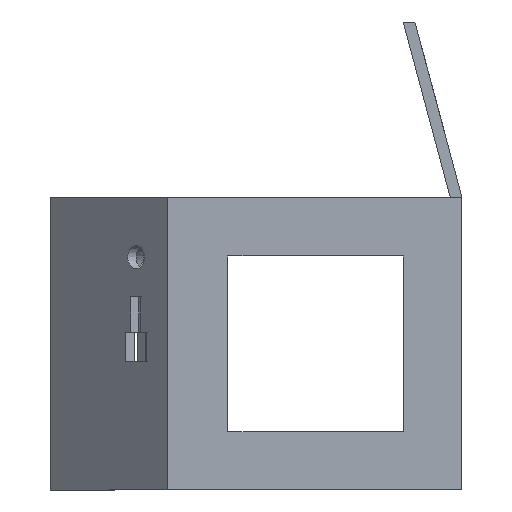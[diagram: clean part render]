
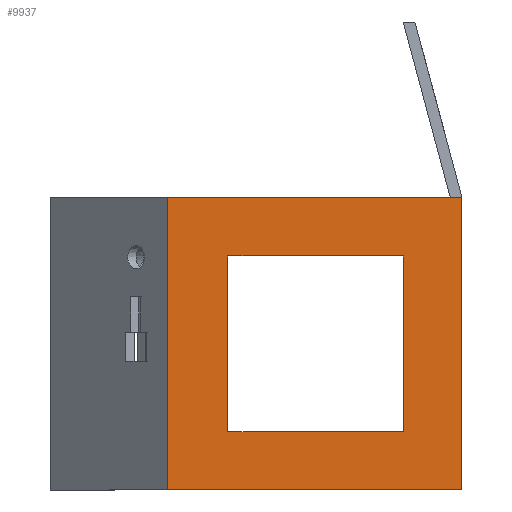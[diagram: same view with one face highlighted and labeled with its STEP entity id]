
A CAD part, left-side view. The second image highlights one B-rep face of the part: STEP entity #9937.
In plain terms, the highlighted planar face has unit normal (-1, 0, 0).
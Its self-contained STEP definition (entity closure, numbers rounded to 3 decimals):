
#9937 = ADVANCED_FACE('',(#9938,#10009),#9952,.T.);
#9938 = FACE_BOUND('',#9939,.T.);
#9939 = EDGE_LOOP('',(#9940,#9963,#9979,#9995));
#9940 = ORIENTED_EDGE('',*,*,#9941,.T.);
#9941 = EDGE_CURVE('',#9942,#9944,#9946,.T.);
#9942 = VERTEX_POINT('',#9943);
#9943 = CARTESIAN_POINT('',(-5.,2.521,
    0.));
#9944 = VERTEX_POINT('',#9945);
#9945 = CARTESIAN_POINT('',(-5.,-2.521,
    0.));
#9946 = SURFACE_CURVE('',#9947,(#9951),.PCURVE_S1.);
#9947 = LINE('',#9948,#9949);
#9948 = CARTESIAN_POINT('',(-5.,2.521,
    0.));
#9949 = VECTOR('',#9950,1.);
#9950 = DIRECTION('',(0.,-1.,0.));
#9951 = PCURVE('',#9952,#9957);
#9952 = PLANE('',#9953);
#9953 = AXIS2_PLACEMENT_3D('',#9954,#9955,#9956);
#9954 = CARTESIAN_POINT('',(-5.,0.,
    2.5));
#9955 = DIRECTION('',(-1.,0.,0.));
#9956 = DIRECTION('',(0.,1.,0.));
#9957 = DEFINITIONAL_REPRESENTATION('',(#9958),#9962);
#9958 = LINE('',#9959,#9960);
#9959 = CARTESIAN_POINT('',(2.521,2.5));
#9960 = VECTOR('',#9961,1.);
#9961 = DIRECTION('',(-1.,0.));
#9962 = ( GEOMETRIC_REPRESENTATION_CONTEXT(2) 
PARAMETRIC_REPRESENTATION_CONTEXT() REPRESENTATION_CONTEXT('2D SPACE',''
  ) );
#9963 = ORIENTED_EDGE('',*,*,#9964,.T.);
#9964 = EDGE_CURVE('',#9944,#9965,#9967,.T.);
#9965 = VERTEX_POINT('',#9966);
#9966 = CARTESIAN_POINT('',(-5.,-2.521,5.));
#9967 = SURFACE_CURVE('',#9968,(#9972),.PCURVE_S1.);
#9968 = LINE('',#9969,#9970);
#9969 = CARTESIAN_POINT('',(-5.,-2.521,
    0.));
#9970 = VECTOR('',#9971,1.);
#9971 = DIRECTION('',(0.,0.,1.));
#9972 = PCURVE('',#9952,#9973);
#9973 = DEFINITIONAL_REPRESENTATION('',(#9974),#9978);
#9974 = LINE('',#9975,#9976);
#9975 = CARTESIAN_POINT('',(-2.521,2.5));
#9976 = VECTOR('',#9977,1.);
#9977 = DIRECTION('',(0.,-1.));
#9978 = ( GEOMETRIC_REPRESENTATION_CONTEXT(2) 
PARAMETRIC_REPRESENTATION_CONTEXT() REPRESENTATION_CONTEXT('2D SPACE',''
  ) );
#9979 = ORIENTED_EDGE('',*,*,#9980,.T.);
#9980 = EDGE_CURVE('',#9965,#9981,#9983,.T.);
#9981 = VERTEX_POINT('',#9982);
#9982 = CARTESIAN_POINT('',(-5.,2.521,5.));
#9983 = SURFACE_CURVE('',#9984,(#9988),.PCURVE_S1.);
#9984 = LINE('',#9985,#9986);
#9985 = CARTESIAN_POINT('',(-5.,-2.521,5.));
#9986 = VECTOR('',#9987,1.);
#9987 = DIRECTION('',(0.,1.,0.));
#9988 = PCURVE('',#9952,#9989);
#9989 = DEFINITIONAL_REPRESENTATION('',(#9990),#9994);
#9990 = LINE('',#9991,#9992);
#9991 = CARTESIAN_POINT('',(-2.521,-2.5));
#9992 = VECTOR('',#9993,1.);
#9993 = DIRECTION('',(1.,0.));
#9994 = ( GEOMETRIC_REPRESENTATION_CONTEXT(2) 
PARAMETRIC_REPRESENTATION_CONTEXT() REPRESENTATION_CONTEXT('2D SPACE',''
  ) );
#9995 = ORIENTED_EDGE('',*,*,#9996,.T.);
#9996 = EDGE_CURVE('',#9981,#9942,#9997,.T.);
#9997 = SURFACE_CURVE('',#9998,(#10002),.PCURVE_S1.);
#9998 = LINE('',#9999,#10000);
#9999 = CARTESIAN_POINT('',(-5.,2.521,5.));
#10000 = VECTOR('',#10001,1.);
#10001 = DIRECTION('',(0.,0.,-1.));
#10002 = PCURVE('',#9952,#10003);
#10003 = DEFINITIONAL_REPRESENTATION('',(#10004),#10008);
#10004 = LINE('',#10005,#10006);
#10005 = CARTESIAN_POINT('',(2.521,-2.5));
#10006 = VECTOR('',#10007,1.);
#10007 = DIRECTION('',(0.,1.));
#10008 = ( GEOMETRIC_REPRESENTATION_CONTEXT(2) 
PARAMETRIC_REPRESENTATION_CONTEXT() REPRESENTATION_CONTEXT('2D SPACE',''
  ) );
#10009 = FACE_BOUND('',#10010,.T.);
#10010 = EDGE_LOOP('',(#10011,#10029,#10045,#10061));
#10011 = ORIENTED_EDGE('',*,*,#10012,.T.);
#10012 = EDGE_CURVE('',#10013,#10015,#10017,.T.);
#10013 = VERTEX_POINT('',#10014);
#10014 = CARTESIAN_POINT('',(-5.,-1.521,1.));
#10015 = VERTEX_POINT('',#10016);
#10016 = CARTESIAN_POINT('',(-5.,1.479,1.));
#10017 = SURFACE_CURVE('',#10018,(#10022),.PCURVE_S1.);
#10018 = LINE('',#10019,#10020);
#10019 = CARTESIAN_POINT('',(-5.,-1.521,1.));
#10020 = VECTOR('',#10021,1.);
#10021 = DIRECTION('',(0.,1.,0.));
#10022 = PCURVE('',#9952,#10023);
#10023 = DEFINITIONAL_REPRESENTATION('',(#10024),#10028);
#10024 = LINE('',#10025,#10026);
#10025 = CARTESIAN_POINT('',(-1.521,1.5));
#10026 = VECTOR('',#10027,1.);
#10027 = DIRECTION('',(1.,0.));
#10028 = ( GEOMETRIC_REPRESENTATION_CONTEXT(2) 
PARAMETRIC_REPRESENTATION_CONTEXT() REPRESENTATION_CONTEXT('2D SPACE',''
  ) );
#10029 = ORIENTED_EDGE('',*,*,#10030,.T.);
#10030 = EDGE_CURVE('',#10015,#10031,#10033,.T.);
#10031 = VERTEX_POINT('',#10032);
#10032 = CARTESIAN_POINT('',(-5.,1.479,4.));
#10033 = SURFACE_CURVE('',#10034,(#10038),.PCURVE_S1.);
#10034 = LINE('',#10035,#10036);
#10035 = CARTESIAN_POINT('',(-5.,1.479,1.));
#10036 = VECTOR('',#10037,1.);
#10037 = DIRECTION('',(0.,0.,1.));
#10038 = PCURVE('',#9952,#10039);
#10039 = DEFINITIONAL_REPRESENTATION('',(#10040),#10044);
#10040 = LINE('',#10041,#10042);
#10041 = CARTESIAN_POINT('',(1.479,1.5));
#10042 = VECTOR('',#10043,1.);
#10043 = DIRECTION('',(0.,-1.));
#10044 = ( GEOMETRIC_REPRESENTATION_CONTEXT(2) 
PARAMETRIC_REPRESENTATION_CONTEXT() REPRESENTATION_CONTEXT('2D SPACE',''
  ) );
#10045 = ORIENTED_EDGE('',*,*,#10046,.T.);
#10046 = EDGE_CURVE('',#10031,#10047,#10049,.T.);
#10047 = VERTEX_POINT('',#10048);
#10048 = CARTESIAN_POINT('',(-5.,-1.521,4.));
#10049 = SURFACE_CURVE('',#10050,(#10054),.PCURVE_S1.);
#10050 = LINE('',#10051,#10052);
#10051 = CARTESIAN_POINT('',(-5.,1.479,4.));
#10052 = VECTOR('',#10053,1.);
#10053 = DIRECTION('',(0.,-1.,0.));
#10054 = PCURVE('',#9952,#10055);
#10055 = DEFINITIONAL_REPRESENTATION('',(#10056),#10060);
#10056 = LINE('',#10057,#10058);
#10057 = CARTESIAN_POINT('',(1.479,-1.5));
#10058 = VECTOR('',#10059,1.);
#10059 = DIRECTION('',(-1.,0.));
#10060 = ( GEOMETRIC_REPRESENTATION_CONTEXT(2) 
PARAMETRIC_REPRESENTATION_CONTEXT() REPRESENTATION_CONTEXT('2D SPACE',''
  ) );
#10061 = ORIENTED_EDGE('',*,*,#10062,.T.);
#10062 = EDGE_CURVE('',#10047,#10013,#10063,.T.);
#10063 = SURFACE_CURVE('',#10064,(#10068),.PCURVE_S1.);
#10064 = LINE('',#10065,#10066);
#10065 = CARTESIAN_POINT('',(-5.,-1.521,4.));
#10066 = VECTOR('',#10067,1.);
#10067 = DIRECTION('',(0.,0.,-1.));
#10068 = PCURVE('',#9952,#10069);
#10069 = DEFINITIONAL_REPRESENTATION('',(#10070),#10074);
#10070 = LINE('',#10071,#10072);
#10071 = CARTESIAN_POINT('',(-1.521,-1.5));
#10072 = VECTOR('',#10073,1.);
#10073 = DIRECTION('',(0.,1.));
#10074 = ( GEOMETRIC_REPRESENTATION_CONTEXT(2) 
PARAMETRIC_REPRESENTATION_CONTEXT() REPRESENTATION_CONTEXT('2D SPACE',''
  ) );
